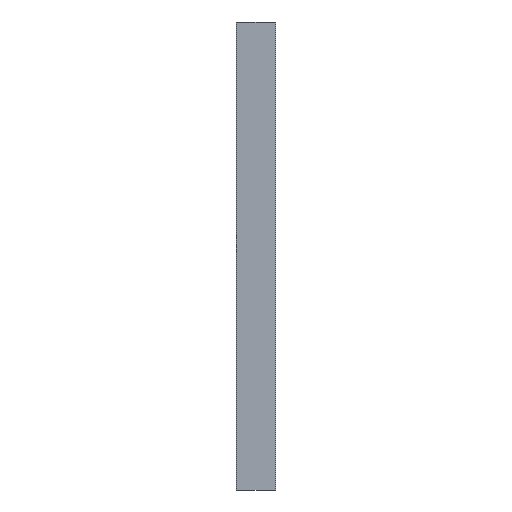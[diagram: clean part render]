
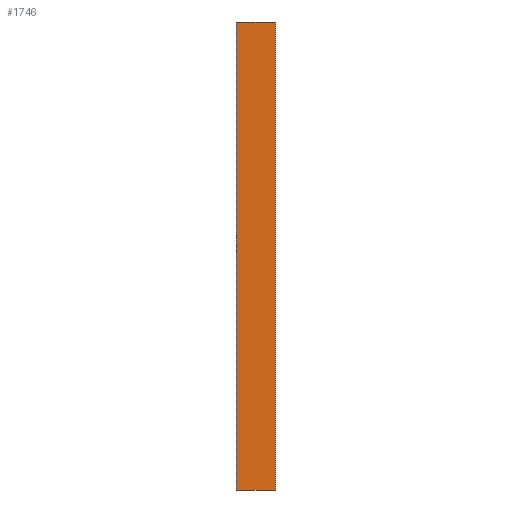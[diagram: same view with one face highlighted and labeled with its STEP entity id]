
A CAD part, front view. The second image highlights one B-rep face of the part: STEP entity #1746.
In plain terms, the highlighted planar face has unit normal (0, -1, 0).
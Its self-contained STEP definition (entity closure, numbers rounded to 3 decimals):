
#77 = CARTESIAN_POINT ( 'NONE',  ( 82., -70., 0. ) ) ;
#121 = PLANE ( 'NONE',  #854 ) ;
#150 = DIRECTION ( 'NONE',  ( 0., 1., 0. ) ) ;
#153 = DIRECTION ( 'NONE',  ( 0., 0., 1. ) ) ;
#271 = CARTESIAN_POINT ( 'NONE',  ( 82., -70., 2000. ) ) ;
#274 = CARTESIAN_POINT ( 'NONE',  ( -82., -70., 0. ) ) ;
#280 = ORIENTED_EDGE ( 'NONE', *, *, #1377, .F. ) ;
#317 = ORIENTED_EDGE ( 'NONE', *, *, #1747, .T. ) ;
#366 = CARTESIAN_POINT ( 'NONE',  ( 82., -70., 2000. ) ) ;
#370 = VECTOR ( 'NONE', #1194, 1000. ) ;
#372 = LINE ( 'NONE', #862, #1094 ) ;
#390 = DIRECTION ( 'NONE',  ( 0., 0., -1. ) ) ;
#483 = LINE ( 'NONE', #366, #805 ) ;
#541 = FACE_OUTER_BOUND ( 'NONE', #1373, .T. ) ;
#629 = DIRECTION ( 'NONE',  ( 1., 0., 0. ) ) ;
#751 = LINE ( 'NONE', #1176, #1187 ) ;
#805 = VECTOR ( 'NONE', #390, 1000. ) ;
#854 = AXIS2_PLACEMENT_3D ( 'NONE', #1409, #150, #153 ) ;
#862 = CARTESIAN_POINT ( 'NONE',  ( -82., -70., 2000. ) ) ;
#898 = DIRECTION ( 'NONE',  ( 1., 0., 0. ) ) ;
#950 = EDGE_CURVE ( 'NONE', #1130, #1024, #1583, .T. ) ;
#1024 = VERTEX_POINT ( 'NONE', #274 ) ;
#1094 = VECTOR ( 'NONE', #629, 1000. ) ;
#1130 = VERTEX_POINT ( 'NONE', #1685 ) ;
#1176 = CARTESIAN_POINT ( 'NONE',  ( -82., -70., 0. ) ) ;
#1187 = VECTOR ( 'NONE', #898, 1000. ) ;
#1194 = DIRECTION ( 'NONE',  ( 0., 0., -1. ) ) ;
#1320 = VERTEX_POINT ( 'NONE', #271 ) ;
#1360 = CARTESIAN_POINT ( 'NONE',  ( -82., -70., 2000. ) ) ;
#1373 = EDGE_LOOP ( 'NONE', ( #317, #1413, #280, #1485 ) ) ;
#1377 = EDGE_CURVE ( 'NONE', #1130, #1320, #372, .T. ) ;
#1409 = CARTESIAN_POINT ( 'NONE',  ( -82., -70., 2000. ) ) ;
#1413 = ORIENTED_EDGE ( 'NONE', *, *, #1758, .F. ) ;
#1431 = VERTEX_POINT ( 'NONE', #77 ) ;
#1485 = ORIENTED_EDGE ( 'NONE', *, *, #950, .T. ) ;
#1583 = LINE ( 'NONE', #1360, #370 ) ;
#1685 = CARTESIAN_POINT ( 'NONE',  ( -82., -70., 2000. ) ) ;
#1746 = ADVANCED_FACE ( 'NONE', ( #541 ), #121, .F. ) ;
#1747 = EDGE_CURVE ( 'NONE', #1024, #1431, #751, .T. ) ;
#1758 = EDGE_CURVE ( 'NONE', #1320, #1431, #483, .T. ) ;
